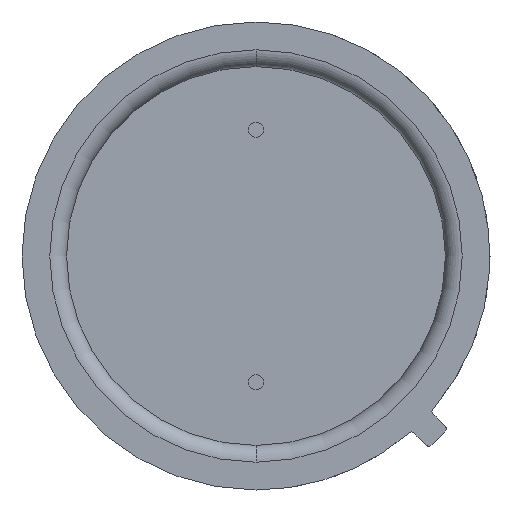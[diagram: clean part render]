
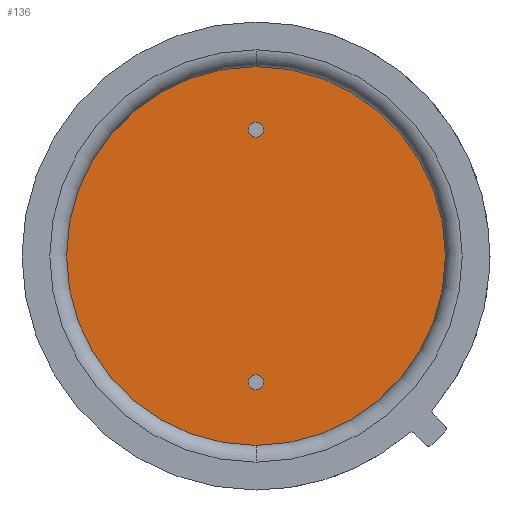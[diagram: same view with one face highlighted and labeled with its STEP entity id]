
A CAD part, front view. The second image highlights one B-rep face of the part: STEP entity #136.
In plain terms, the highlighted face is planar.
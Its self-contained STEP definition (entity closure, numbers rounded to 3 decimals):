
#41 = DIRECTION ( 'NONE',  ( 1., 0., 0. ) ) ;
#136 = ADVANCED_FACE ( 'NONE', ( #648, #173, #508 ), #1881, .T. ) ;
#173 = FACE_BOUND ( 'NONE', #282, .T. ) ;
#174 = DIRECTION ( 'NONE',  ( 1., 0., 0. ) ) ;
#179 = VERTEX_POINT ( 'NONE', #1370 ) ;
#183 = CIRCLE ( 'NONE', #513, 0.225 ) ;
#185 = DIRECTION ( 'NONE',  ( 0., 0., 1. ) ) ;
#262 = EDGE_CURVE ( 'NONE', #1051, #1695, #183, .T. ) ;
#282 = EDGE_LOOP ( 'NONE', ( #2081, #2231 ) ) ;
#287 = CARTESIAN_POINT ( 'NONE',  ( -3.75, 0., 0.4 ) ) ;
#372 = DIRECTION ( 'NONE',  ( 0., 0., 1. ) ) ;
#452 = CARTESIAN_POINT ( 'NONE',  ( 5.625, 0., 0.4 ) ) ;
#508 = FACE_OUTER_BOUND ( 'NONE', #925, .T. ) ;
#513 = AXIS2_PLACEMENT_3D ( 'NONE', #1736, #185, #2110 ) ;
#515 = VERTEX_POINT ( 'NONE', #452 ) ;
#549 = CARTESIAN_POINT ( 'NONE',  ( 3.75, 0., 0.4 ) ) ;
#590 = AXIS2_PLACEMENT_3D ( 'NONE', #2236, #833, #174 ) ;
#648 = FACE_BOUND ( 'NONE', #1455, .T. ) ;
#668 = AXIS2_PLACEMENT_3D ( 'NONE', #549, #372, #41 ) ;
#798 = EDGE_CURVE ( 'NONE', #1695, #1051, #1021, .T. ) ;
#833 = DIRECTION ( 'NONE',  ( 0., 0., 1. ) ) ;
#925 = EDGE_LOOP ( 'NONE', ( #1238, #969 ) ) ;
#961 = CARTESIAN_POINT ( 'NONE',  ( 0., 0., 0.4 ) ) ;
#969 = ORIENTED_EDGE ( 'NONE', *, *, #1227, .T. ) ;
#1007 = VERTEX_POINT ( 'NONE', #1689 ) ;
#1021 = CIRCLE ( 'NONE', #668, 0.225 ) ;
#1039 = CARTESIAN_POINT ( 'NONE',  ( -3.75, 0., 0.4 ) ) ;
#1051 = VERTEX_POINT ( 'NONE', #2194 ) ;
#1063 = VERTEX_POINT ( 'NONE', #1503 ) ;
#1183 = CIRCLE ( 'NONE', #1692, 5.625 ) ;
#1227 = EDGE_CURVE ( 'NONE', #515, #1007, #1922, .T. ) ;
#1238 = ORIENTED_EDGE ( 'NONE', *, *, #1878, .T. ) ;
#1363 = EDGE_CURVE ( 'NONE', #1063, #179, #1772, .T. ) ;
#1370 = CARTESIAN_POINT ( 'NONE',  ( -3.975, 0., 0.4 ) ) ;
#1372 = AXIS2_PLACEMENT_3D ( 'NONE', #2224, #1687, #2047 ) ;
#1408 = CIRCLE ( 'NONE', #1773, 0.225 ) ;
#1455 = EDGE_LOOP ( 'NONE', ( #1494, #1750 ) ) ;
#1494 = ORIENTED_EDGE ( 'NONE', *, *, #1363, .F. ) ;
#1503 = CARTESIAN_POINT ( 'NONE',  ( -3.525, 0., 0.4 ) ) ;
#1512 = AXIS2_PLACEMENT_3D ( 'NONE', #287, #1650, #2009 ) ;
#1622 = CARTESIAN_POINT ( 'NONE',  ( 3.975, 0., 0.4 ) ) ;
#1624 = EDGE_CURVE ( 'NONE', #179, #1063, #1408, .T. ) ;
#1638 = DIRECTION ( 'NONE',  ( 1., 0., 0. ) ) ;
#1650 = DIRECTION ( 'NONE',  ( 0., 0., 1. ) ) ;
#1687 = DIRECTION ( 'NONE',  ( 0., 0., 1. ) ) ;
#1689 = CARTESIAN_POINT ( 'NONE',  ( -5.625, 0., 0.4 ) ) ;
#1692 = AXIS2_PLACEMENT_3D ( 'NONE', #961, #2189, #1638 ) ;
#1695 = VERTEX_POINT ( 'NONE', #1622 ) ;
#1736 = CARTESIAN_POINT ( 'NONE',  ( 3.75, 0., 0.4 ) ) ;
#1750 = ORIENTED_EDGE ( 'NONE', *, *, #1624, .F. ) ;
#1772 = CIRCLE ( 'NONE', #1512, 0.225 ) ;
#1773 = AXIS2_PLACEMENT_3D ( 'NONE', #1039, #1880, #1869 ) ;
#1869 = DIRECTION ( 'NONE',  ( -1., 0., 0. ) ) ;
#1878 = EDGE_CURVE ( 'NONE', #1007, #515, #1183, .T. ) ;
#1880 = DIRECTION ( 'NONE',  ( 0., 0., 1. ) ) ;
#1881 = PLANE ( 'NONE',  #1372 ) ;
#1922 = CIRCLE ( 'NONE', #590, 5.625 ) ;
#2009 = DIRECTION ( 'NONE',  ( -1., 0., 0. ) ) ;
#2047 = DIRECTION ( 'NONE',  ( 1., 0., 0. ) ) ;
#2081 = ORIENTED_EDGE ( 'NONE', *, *, #798, .F. ) ;
#2110 = DIRECTION ( 'NONE',  ( 1., 0., 0. ) ) ;
#2189 = DIRECTION ( 'NONE',  ( 0., 0., 1. ) ) ;
#2194 = CARTESIAN_POINT ( 'NONE',  ( 3.525, 0., 0.4 ) ) ;
#2224 = CARTESIAN_POINT ( 'NONE',  ( 0., 0., 0.4 ) ) ;
#2231 = ORIENTED_EDGE ( 'NONE', *, *, #262, .F. ) ;
#2236 = CARTESIAN_POINT ( 'NONE',  ( 0., 0., 0.4 ) ) ;
